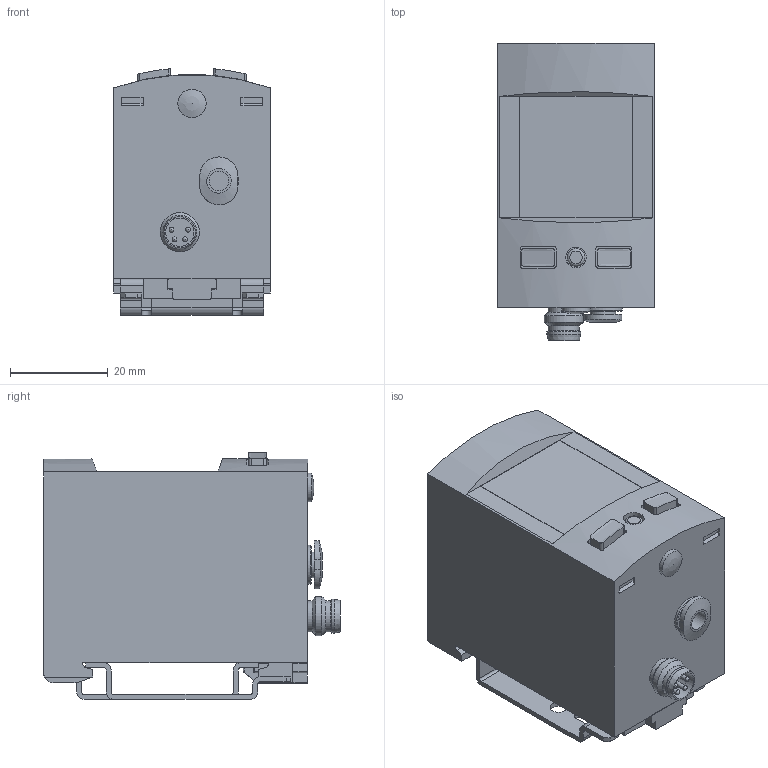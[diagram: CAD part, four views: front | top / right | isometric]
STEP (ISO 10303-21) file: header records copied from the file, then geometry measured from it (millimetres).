
FILE_DESCRIPTION(/* description */ ('STEP AP214'),/* implementation_level */ '2;1');
FILE_NAME(/* name */ '8001239_SPAU-V1R-W-Q4D-L-PNLK-PNVBA-M8D',/* time_stamp */ '2024-09-15T12:16:42+02:00',/* author */ ('License CC BY-ND 4.0'),/* organization */ ('CADENAS'),/* preprocessor_version */ 'ST-DEVELOPER v19.3',/* originating_system */ 'PARTsolutions',/* authorisation */ ' ');
FILE_SCHEMA (('AUTOMOTIVE_DESIGN {1 0 10303 214 3 1 1}'));
Length unit declared in the file: millimetre
Products named in the file (4): 8001239 SPAU-V1R-W-Q4D-L-PNLK-PNVBA-M8D; 8001200 SPAU-B2WQ4-DLLKAM8DQ4M8-p; 8003355 SAMH-PU-W-p; 1345605 SPAU
Assembly tree (3 placements, depth 2):
  8001239 SPAU-V1R-W-Q4D-L-PNLK-PNVBA-M8D
    8001200 SPAU-B2WQ4-DLLKAM8DQ4M8-p
    8003355 SAMH-PU-W-p
    1345605 SPAU
Bounding box: 32 x 60.7 x 50.45 mm (x, y, z)
Volume: 71980 mm3; surface area: 15332.6 mm2
Topology: 3 solids, 3 shells, 275 faces, 727 edges, 482 vertices
Faces by surface type: plane 172, cylinder 91, cone 6, sphere 5, torus 1
Full cylindrical faces by diameter (mm): 1 x4, 1.35 x1, 1.5 x2, 3.5 x2, 3.6 x1, 4 x1, 4.2 x1, 5.2 x1, 5.8 x2, 6.4 x2, 6.9 x1, 8 x2
Entity records: 9422 total; most frequent: CARTESIAN_POINT 1496, DIRECTION 1391, ORIENTED_EDGE 1354, EDGE_CURVE 677, LINE 479, VECTOR 479, VERTEX_POINT 464, AXIS2_PLACEMENT_3D 456
